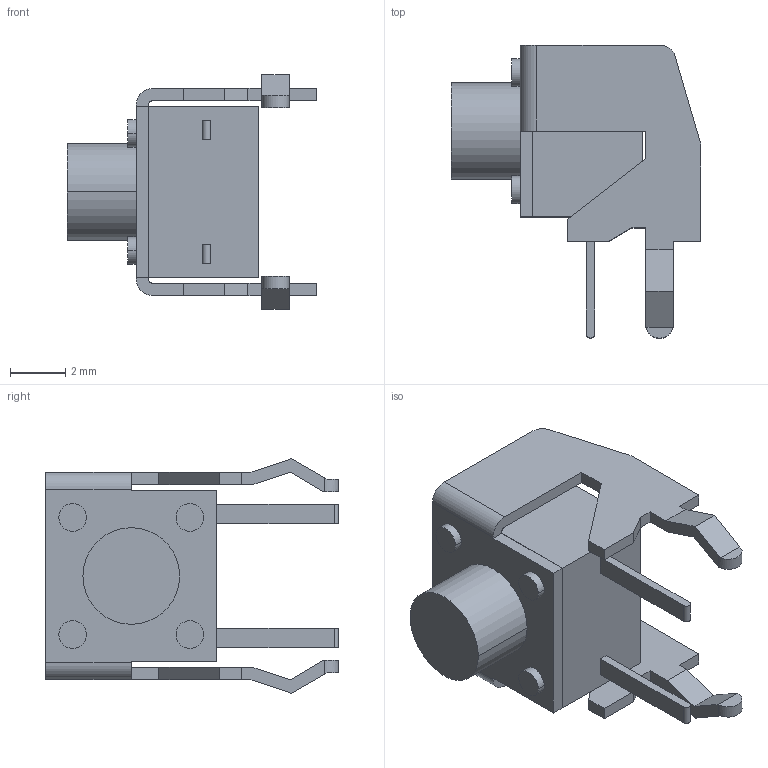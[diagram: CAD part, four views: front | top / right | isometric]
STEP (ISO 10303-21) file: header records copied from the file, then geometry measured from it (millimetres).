
FILE_DESCRIPTION (( 'STEP AP214' ), '1' );
FILE_NAME ('SW_Tactile_SKHH_Angled.STEP', '2019-12-20T10:09:46', ( '' ), ( '' ), 'SwSTEP 2.0', 'SolidWorks 2017', '' );
FILE_SCHEMA (( 'AUTOMOTIVE_DESIGN' ));
Length unit declared in the file: millimetre
Products named in the file (1): SW_Tactile_SKHH_Angled
Bounding box: 9.05 x 10.6 x 8.5 mm (x, y, z)
Volume: 229.5 mm3; surface area: 477.9 mm2
Topology: 2 solids, 2 shells, 97 faces, 258 edges, 172 vertices
Faces by surface type: plane 65, cylinder 32
Entity records: 3266 total; most frequent: CARTESIAN_POINT 540, ORIENTED_EDGE 516, DIRECTION 514, EDGE_CURVE 258, LINE 190, VECTOR 190, VERTEX_POINT 172, AXIS2_PLACEMENT_3D 162
